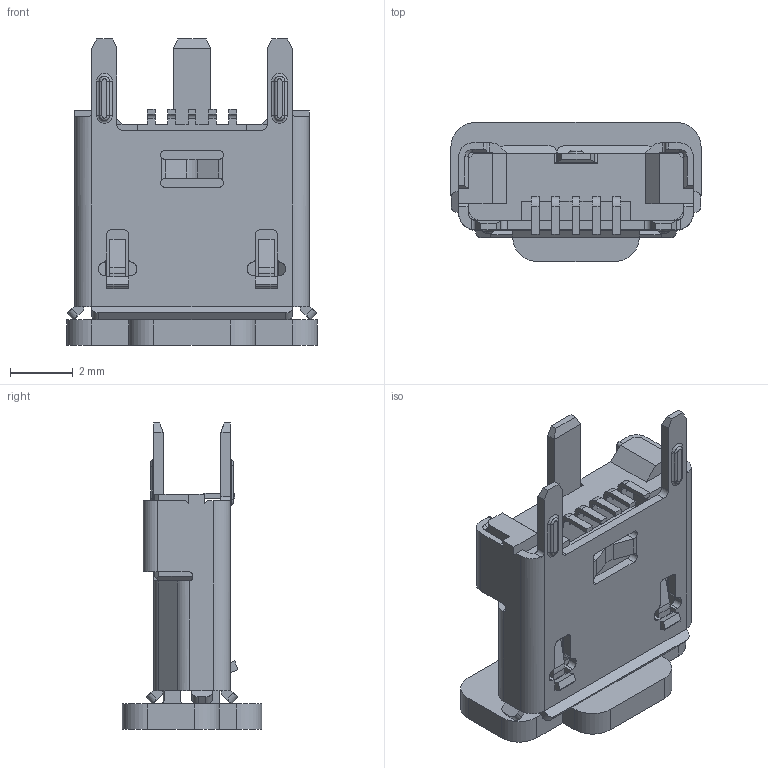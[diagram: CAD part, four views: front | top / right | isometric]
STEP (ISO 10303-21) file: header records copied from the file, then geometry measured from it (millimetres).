
FILE_DESCRIPTION(('STEP AP242'),'1');
FILE_NAME('1051330011.stp','2024-08-30T06:30:50',('TraceParts'),('TraceParts S.A.'),'Spatial InterOp 3D',' ',' ');
FILE_SCHEMA(('AP242_MANAGED_MODEL_BASED_3D_ENGINEERING_MIM_LF {1 0 10303 442 1 1 4}'));
Length unit declared in the file: millimetre
Products named in the file (1): 1051330011_1
Bounding box: 8 x 4.45 x 9.78 mm (x, y, z)
Volume: 102.2 mm3; surface area: 458.6 mm2
Topology: 1 solids, 1 shells, 478 faces, 1437 edges, 990 vertices
Faces by surface type: plane 314, cylinder 146, torus 8, cone 4, bspline 4, sphere 2
Entity records: 16325 total; most frequent: CARTESIAN_POINT 3180, ORIENTED_EDGE 2780, DIRECTION 2669, EDGE_CURVE 1390, LINE 1067, VECTOR 1067, VERTEX_POINT 902, AXIS2_PLACEMENT_3D 801
